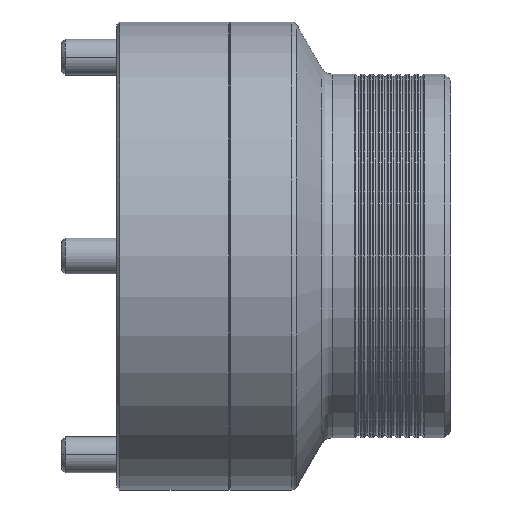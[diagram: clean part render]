
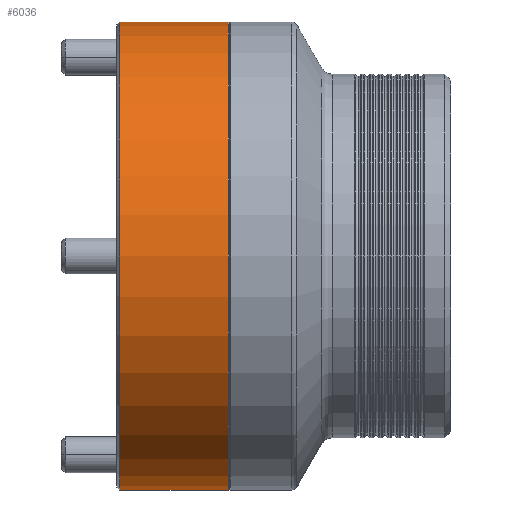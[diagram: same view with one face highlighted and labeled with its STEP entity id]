
A CAD part, front view. The second image highlights one B-rep face of the part: STEP entity #6036.
In plain terms, the highlighted cylindrical face has radius 78.5 mm (diameter 157 mm), a partial arc.
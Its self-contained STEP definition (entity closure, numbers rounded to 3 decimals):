
#138 = EDGE_CURVE ( 'NONE', #5077, #1868, #1749, .T. ) ;
#784 = AXIS2_PLACEMENT_3D ( 'NONE', #1717, #5832, #2299 ) ;
#895 = EDGE_CURVE ( 'NONE', #5824, #1523, #1281, .T. ) ;
#1281 = CIRCLE ( 'NONE', #784, 78.5 ) ;
#1302 = AXIS2_PLACEMENT_3D ( 'NONE', #7300, #5593, #6760 ) ;
#1455 = DIRECTION ( 'NONE',  ( -1., 0., 0. ) ) ;
#1490 = CARTESIAN_POINT ( 'NONE',  ( 37.5, 0., -78.5 ) ) ;
#1523 = VERTEX_POINT ( 'NONE', #2459 ) ;
#1655 = CARTESIAN_POINT ( 'NONE',  ( 37.5, 0., 78.5 ) ) ;
#1703 = CYLINDRICAL_SURFACE ( 'NONE', #1302, 78.5 ) ;
#1717 = CARTESIAN_POINT ( 'NONE',  ( 1., 0., 0. ) ) ;
#1749 = CIRCLE ( 'NONE', #5720, 78.5 ) ;
#1856 = EDGE_LOOP ( 'NONE', ( #7059, #7058, #4125, #2769 ) ) ;
#1868 = VERTEX_POINT ( 'NONE', #1655 ) ;
#2299 = DIRECTION ( 'NONE',  ( 0., 0., -1. ) ) ;
#2459 = CARTESIAN_POINT ( 'NONE',  ( 1., 0., -78.5 ) ) ;
#2769 = ORIENTED_EDGE ( 'NONE', *, *, #895, .T. ) ;
#3109 = DIRECTION ( 'NONE',  ( -1., 0., 0. ) ) ;
#3261 = LINE ( 'NONE', #4313, #4645 ) ;
#3453 = FACE_OUTER_BOUND ( 'NONE', #1856, .T. ) ;
#3663 = CARTESIAN_POINT ( 'NONE',  ( 1., 0., 78.5 ) ) ;
#3756 = DIRECTION ( 'NONE',  ( -1., 0., 0. ) ) ;
#4125 = ORIENTED_EDGE ( 'NONE', *, *, #6669, .T. ) ;
#4270 = VECTOR ( 'NONE', #1455, 1000. ) ;
#4313 = CARTESIAN_POINT ( 'NONE',  ( -7.102, 0., -78.5 ) ) ;
#4645 = VECTOR ( 'NONE', #3756, 1000. ) ;
#5077 = VERTEX_POINT ( 'NONE', #1490 ) ;
#5580 = CARTESIAN_POINT ( 'NONE',  ( -7.102, 0., 78.5 ) ) ;
#5593 = DIRECTION ( 'NONE',  ( -1., 0., 0. ) ) ;
#5656 = LINE ( 'NONE', #5580, #4270 ) ;
#5720 = AXIS2_PLACEMENT_3D ( 'NONE', #7224, #3109, #6624 ) ;
#5824 = VERTEX_POINT ( 'NONE', #3663 ) ;
#5832 = DIRECTION ( 'NONE',  ( 1., 0., 0. ) ) ;
#6036 = ADVANCED_FACE ( 'NONE', ( #3453 ), #1703, .T. ) ;
#6592 = EDGE_CURVE ( 'NONE', #5077, #1523, #3261, .T. ) ;
#6624 = DIRECTION ( 'NONE',  ( 0., 0., 1. ) ) ;
#6669 = EDGE_CURVE ( 'NONE', #1868, #5824, #5656, .T. ) ;
#6760 = DIRECTION ( 'NONE',  ( 0., 0., 1. ) ) ;
#7058 = ORIENTED_EDGE ( 'NONE', *, *, #138, .T. ) ;
#7059 = ORIENTED_EDGE ( 'NONE', *, *, #6592, .F. ) ;
#7224 = CARTESIAN_POINT ( 'NONE',  ( 37.5, 0., 0. ) ) ;
#7300 = CARTESIAN_POINT ( 'NONE',  ( -7.102, 0., 0. ) ) ;
